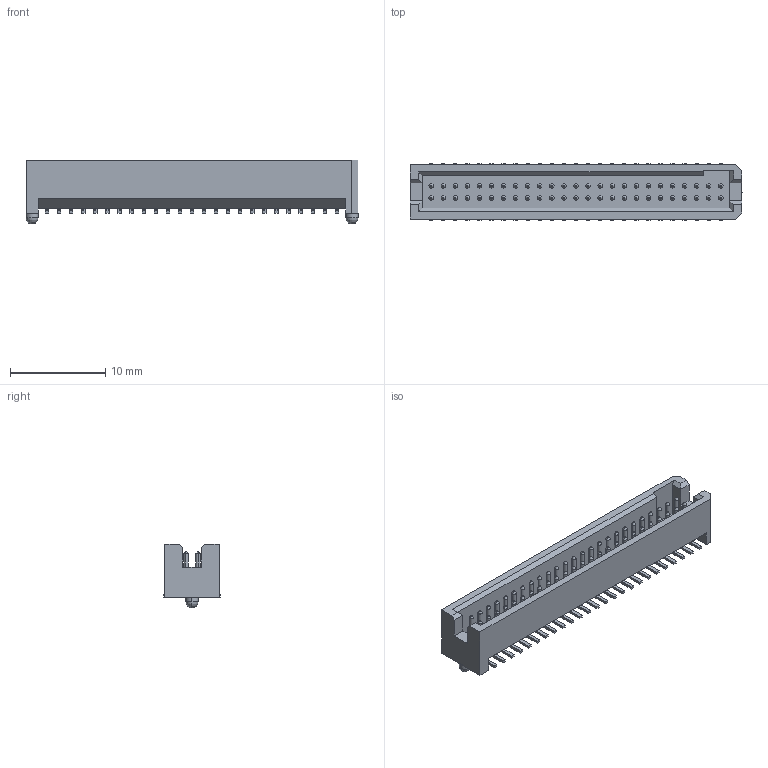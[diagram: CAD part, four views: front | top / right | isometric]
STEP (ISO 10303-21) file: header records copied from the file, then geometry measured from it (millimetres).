
FILE_DESCRIPTION((''),'2;1');
FILE_NAME('SAMTEC_TFM-125-02-L-D-A.stp','2013-02-25T17:02:49',(''),(''),'Mechanical Desktop 2011','Mechanical Desktop 2011',', , ');
FILE_SCHEMA(('AUTOMOTIVE_DESIGN { 1 2 10303 214 1 1 1 1 }'));
Length unit declared in the file: millimetre
Products named in the file (1): Product
Bounding box: 34.93 x 5.97 x 6.73 mm (x, y, z)
Volume: 517.1 mm3; surface area: 1486.1 mm2
Topology: 103 solids, 103 shells, 850 faces, 1821 edges, 1177 vertices
Faces by surface type: plane 542, cylinder 204, cone 100, bspline 4
Entity records: 22950 total; most frequent: DIRECTION 4031, CARTESIAN_POINT 4025, ORIENTED_EDGE 3642, EDGE_CURVE 1821, AXIS2_PLACEMENT_3D 1363, VECTOR 1305, LINE 1305, VERTEX_POINT 1177
